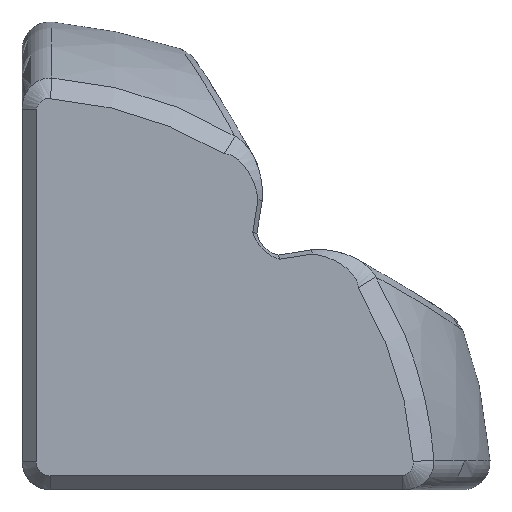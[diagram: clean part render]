
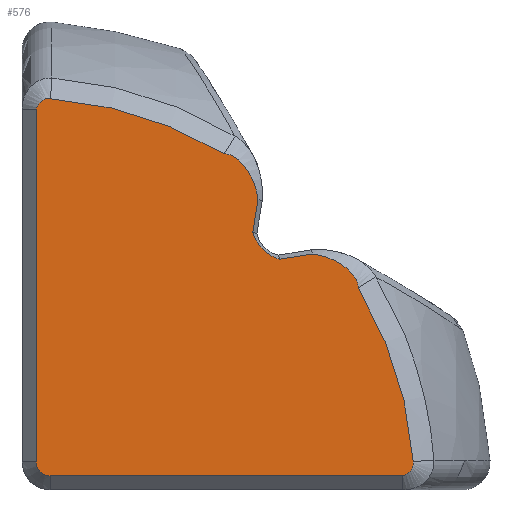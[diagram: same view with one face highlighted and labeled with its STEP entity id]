
A CAD part, left-side view. The second image highlights one B-rep face of the part: STEP entity #576.
In plain terms, the highlighted planar face has unit normal (-1, 0, 0).
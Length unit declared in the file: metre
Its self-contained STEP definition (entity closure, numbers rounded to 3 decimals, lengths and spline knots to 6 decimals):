
#45=LINE('',#878,#59);
#46=LINE('',#882,#60);
#59=VECTOR('',#695,1.);
#60=VECTOR('',#698,1.);
#72=PLANE('',#636);
#87=B_SPLINE_CURVE_WITH_KNOTS('',3,(#856,#857,#858,#859,#860,#861,#862,
#863,#864,#865,#866),.UNSPECIFIED.,.F.,.F.,(4,1,1,1,1,1,1,1,4),(0.,0.25,
0.5,0.625,0.6875,0.75,0.8125,0.875,1.),.UNSPECIFIED.);
#88=B_SPLINE_CURVE_WITH_KNOTS('',3,(#871,#872,#873,#874,#875,#876),
 .UNSPECIFIED.,.F.,.F.,(4,1,1,4),(0.,0.25,0.5,1.),.UNSPECIFIED.);
#89=B_SPLINE_CURVE_WITH_KNOTS('',3,(#884,#885,#886,#887,#888),
 .UNSPECIFIED.,.F.,.F.,(4,1,4),(0.,0.5,1.),.UNSPECIFIED.);
#90=B_SPLINE_CURVE_WITH_KNOTS('',3,(#892,#893,#894,#895,#896,#897,#898,
#899,#900,#901,#902),.UNSPECIFIED.,.F.,.F.,(4,1,1,1,1,1,1,1,4),(0.,0.125,
0.1875,0.25,0.3125,0.375,0.5,0.75,1.),.UNSPECIFIED.);
#91=B_SPLINE_CURVE_WITH_KNOTS('',3,(#904,#905,#906,#907),.UNSPECIFIED.,
 .F.,.F.,(4,4),(0.,1.),.UNSPECIFIED.);
#92=B_SPLINE_CURVE_WITH_KNOTS('',3,(#909,#910,#911,#912,#913,#914),
 .UNSPECIFIED.,.F.,.F.,(4,1,1,4),(0.,0.25,0.5,1.),.UNSPECIFIED.);
#93=B_SPLINE_CURVE_WITH_KNOTS('',3,(#916,#917,#918,#919),.UNSPECIFIED.,
 .F.,.F.,(4,4),(0.,1.),.UNSPECIFIED.);
#151=ORIENTED_EDGE('',*,*,#331,.T.);
#152=ORIENTED_EDGE('',*,*,#332,.T.);
#153=ORIENTED_EDGE('',*,*,#333,.T.);
#154=ORIENTED_EDGE('',*,*,#334,.T.);
#155=ORIENTED_EDGE('',*,*,#335,.T.);
#156=ORIENTED_EDGE('',*,*,#336,.T.);
#157=ORIENTED_EDGE('',*,*,#337,.T.);
#158=ORIENTED_EDGE('',*,*,#338,.T.);
#159=ORIENTED_EDGE('',*,*,#339,.T.);
#160=ORIENTED_EDGE('',*,*,#340,.T.);
#161=ORIENTED_EDGE('',*,*,#341,.T.);
#162=ORIENTED_EDGE('',*,*,#342,.T.);
#331=EDGE_CURVE('',#421,#422,#87,.T.);
#332=EDGE_CURVE('',#422,#423,#464,.F.);
#333=EDGE_CURVE('',#423,#424,#88,.T.);
#334=EDGE_CURVE('',#424,#425,#45,.T.);
#335=EDGE_CURVE('',#425,#426,#465,.F.);
#336=EDGE_CURVE('',#426,#427,#46,.T.);
#337=EDGE_CURVE('',#427,#428,#89,.T.);
#338=EDGE_CURVE('',#428,#429,#466,.F.);
#339=EDGE_CURVE('',#429,#430,#90,.T.);
#340=EDGE_CURVE('',#430,#431,#91,.T.);
#341=EDGE_CURVE('',#431,#432,#92,.T.);
#342=EDGE_CURVE('',#432,#421,#93,.T.);
#421=VERTEX_POINT('',#867);
#422=VERTEX_POINT('',#868);
#423=VERTEX_POINT('',#870);
#424=VERTEX_POINT('',#877);
#425=VERTEX_POINT('',#879);
#426=VERTEX_POINT('',#881);
#427=VERTEX_POINT('',#883);
#428=VERTEX_POINT('',#889);
#429=VERTEX_POINT('',#891);
#430=VERTEX_POINT('',#903);
#431=VERTEX_POINT('',#908);
#432=VERTEX_POINT('',#915);
#464=CIRCLE('',#637,0.016731);
#465=CIRCLE('',#638,0.0006);
#466=CIRCLE('',#639,0.016731);
#480=EDGE_LOOP('',(#151,#152,#153,#154,#155,#156,#157,#158,#159,#160,#161,
#162));
#527=FACE_BOUND('',#480,.T.);
#576=ADVANCED_FACE('',(#527),#72,.F.);
#636=AXIS2_PLACEMENT_3D('',#855,#691,#692);
#637=AXIS2_PLACEMENT_3D('',#869,#693,#694);
#638=AXIS2_PLACEMENT_3D('',#880,#696,#697);
#639=AXIS2_PLACEMENT_3D('',#890,#699,#700);
#691=DIRECTION('',(1.,0.,0.));
#692=DIRECTION('',(0.,1.,0.));
#693=DIRECTION('',(1.,0.,0.));
#694=DIRECTION('',(0.,0.,-1.));
#695=DIRECTION('',(0.,0.,-1.));
#696=DIRECTION('',(1.,0.,0.));
#697=DIRECTION('',(0.,0.,-1.));
#698=DIRECTION('',(0.,-1.,0.));
#699=DIRECTION('',(1.,0.,0.));
#700=DIRECTION('',(0.,0.,-1.));
#855=CARTESIAN_POINT('',(-0.01,-0.02,0.02));
#856=CARTESIAN_POINT('',(-0.01,-0.010063,0.012381));
#857=CARTESIAN_POINT('',(-0.01,-0.010043,0.012593));
#858=CARTESIAN_POINT('',(-0.01,-0.009955,0.013002));
#859=CARTESIAN_POINT('',(-0.01,-0.009711,0.013501));
#860=CARTESIAN_POINT('',(-0.01,-0.009493,0.013806));
#861=CARTESIAN_POINT('',(-0.01,-0.009352,0.01396));
#862=CARTESIAN_POINT('',(-0.01,-0.009266,0.014045));
#863=CARTESIAN_POINT('',(-0.01,-0.009077,0.014196));
#864=CARTESIAN_POINT('',(-0.01,-0.008873,0.014307));
#865=CARTESIAN_POINT('',(-0.01,-0.008723,0.01434));
#866=CARTESIAN_POINT('',(-0.01,-0.00863,0.014333));
#867=CARTESIAN_POINT('',(-0.01,-0.010063,0.012381));
#868=CARTESIAN_POINT('',(-0.01,-0.00863,0.014333));
#869=CARTESIAN_POINT('',(-0.01,0.,0.));
#870=CARTESIAN_POINT('',(-0.01,-0.001213,0.016687));
#871=CARTESIAN_POINT('',(-0.01,-0.001213,0.016687));
#872=CARTESIAN_POINT('',(-0.01,-0.00114,0.016684));
#873=CARTESIAN_POINT('',(-0.01,-0.001014,0.016701));
#874=CARTESIAN_POINT('',(-0.01,-0.000789,0.016578));
#875=CARTESIAN_POINT('',(-0.01,-0.000655,0.016395));
#876=CARTESIAN_POINT('',(-0.01,-0.0006,0.016237));
#877=CARTESIAN_POINT('',(-0.01,-0.0006,0.016237));
#878=CARTESIAN_POINT('',(-0.01,-0.0006,0.02));
#879=CARTESIAN_POINT('',(-0.01,-0.0006,0.0012));
#880=CARTESIAN_POINT('',(-0.01,-0.0012,0.0012));
#881=CARTESIAN_POINT('',(-0.01,-0.0012,0.0006));
#882=CARTESIAN_POINT('',(-0.01,-0.02,0.0006));
#883=CARTESIAN_POINT('',(-0.01,-0.016237,0.0006));
#884=CARTESIAN_POINT('',(-0.01,-0.016237,0.0006));
#885=CARTESIAN_POINT('',(-0.01,-0.016395,0.000655));
#886=CARTESIAN_POINT('',(-0.01,-0.016655,0.00084));
#887=CARTESIAN_POINT('',(-0.01,-0.016699,0.001076));
#888=CARTESIAN_POINT('',(-0.01,-0.016687,0.001213));
#889=CARTESIAN_POINT('',(-0.01,-0.016687,0.001213));
#890=CARTESIAN_POINT('',(-0.01,0.,0.));
#891=CARTESIAN_POINT('',(-0.01,-0.014333,0.00863));
#892=CARTESIAN_POINT('',(-0.01,-0.014333,0.00863));
#893=CARTESIAN_POINT('',(-0.01,-0.01434,0.008723));
#894=CARTESIAN_POINT('',(-0.01,-0.014308,0.008872));
#895=CARTESIAN_POINT('',(-0.01,-0.014197,0.009075));
#896=CARTESIAN_POINT('',(-0.01,-0.014047,0.009264));
#897=CARTESIAN_POINT('',(-0.01,-0.013962,0.009351));
#898=CARTESIAN_POINT('',(-0.01,-0.013806,0.009493));
#899=CARTESIAN_POINT('',(-0.01,-0.013498,0.009713));
#900=CARTESIAN_POINT('',(-0.01,-0.013002,0.009955));
#901=CARTESIAN_POINT('',(-0.01,-0.012592,0.010043));
#902=CARTESIAN_POINT('',(-0.01,-0.012381,0.010063));
#903=CARTESIAN_POINT('',(-0.01,-0.012381,0.010063));
#904=CARTESIAN_POINT('',(-0.01,-0.012381,0.010063));
#905=CARTESIAN_POINT('',(-0.01,-0.011907,0.009959));
#906=CARTESIAN_POINT('',(-0.01,-0.011437,0.009886));
#907=CARTESIAN_POINT('',(-0.01,-0.010971,0.009844));
#908=CARTESIAN_POINT('',(-0.01,-0.010971,0.009844));
#909=CARTESIAN_POINT('',(-0.01,-0.010971,0.009844));
#910=CARTESIAN_POINT('',(-0.01,-0.010848,0.009877));
#911=CARTESIAN_POINT('',(-0.01,-0.010612,0.009978));
#912=CARTESIAN_POINT('',(-0.01,-0.010137,0.010363));
#913=CARTESIAN_POINT('',(-0.01,-0.009909,0.010727));
#914=CARTESIAN_POINT('',(-0.01,-0.009844,0.010971));
#915=CARTESIAN_POINT('',(-0.01,-0.009844,0.010971));
#916=CARTESIAN_POINT('',(-0.01,-0.009844,0.010971));
#917=CARTESIAN_POINT('',(-0.01,-0.009886,0.011437));
#918=CARTESIAN_POINT('',(-0.01,-0.009959,0.011907));
#919=CARTESIAN_POINT('',(-0.01,-0.010063,0.012381));
